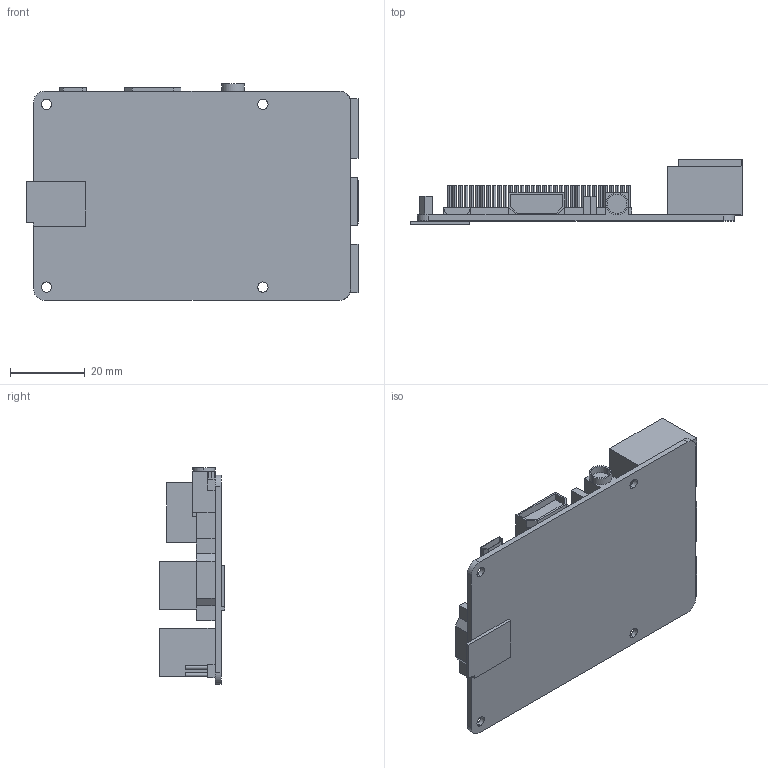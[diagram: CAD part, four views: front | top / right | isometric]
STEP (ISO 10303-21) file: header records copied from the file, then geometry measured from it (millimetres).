
FILE_DESCRIPTION (( 'STEP AP214' ), '1' );
FILE_NAME ('raspberrystep.STEP', '2015-12-11T14:26:43', ( '' ), ( '' ), 'SwSTEP 2.0', 'SolidWorks 2014', '' );
FILE_SCHEMA (( 'AUTOMOTIVE_DESIGN' ));
Length unit declared in the file: millimetre
Products named in the file (1): raspberrystep
Bounding box: 89 x 17.6 x 58 mm (x, y, z)
Volume: 17488.9 mm3; surface area: 17530.2 mm2
Topology: 1 solids, 1 shells, 522 faces, 1244 edges, 824 vertices
Faces by surface type: plane 287, cylinder 156, bspline 79
Entity records: 18767 total; most frequent: CARTESIAN_POINT 6806, ORIENTED_EDGE 2488, DIRECTION 2289, EDGE_CURVE 1244, VERTEX_POINT 824, LINE 771, VECTOR 771, AXIS2_PLACEMENT_3D 759
